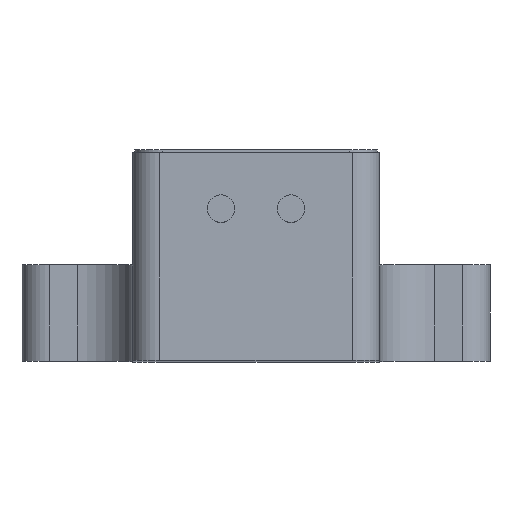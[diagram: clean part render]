
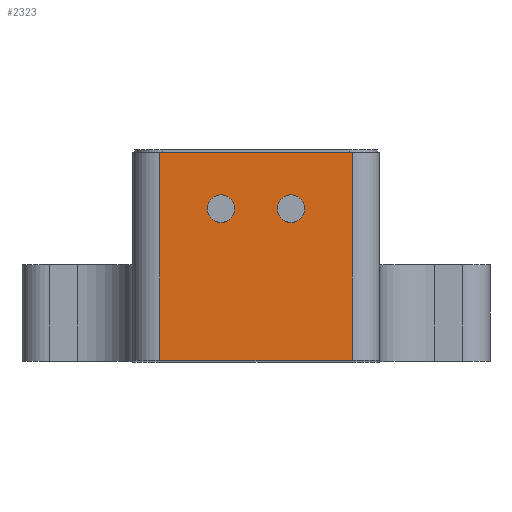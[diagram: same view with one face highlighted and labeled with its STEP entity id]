
A CAD part, top view. The second image highlights one B-rep face of the part: STEP entity #2323.
In plain terms, the highlighted planar face has unit normal (0, 0, 1).
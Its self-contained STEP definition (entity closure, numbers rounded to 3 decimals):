
#147 = ORIENTED_EDGE ( 'NONE', *, *, #3515, .T. ) ;
#283 = VECTOR ( 'NONE', #1868, 1000. ) ;
#464 = AXIS2_PLACEMENT_3D ( 'NONE', #1947, #1081, #677 ) ;
#666 = EDGE_CURVE ( 'NONE', #3080, #1184, #2895, .T. ) ;
#677 = DIRECTION ( 'NONE',  ( -1., 0., 0. ) ) ;
#716 = DIRECTION ( 'NONE',  ( -1., 0., 0. ) ) ;
#764 = DIRECTION ( 'NONE',  ( -1., 0., 0. ) ) ;
#867 = VERTEX_POINT ( 'NONE', #3373 ) ;
#876 = DIRECTION ( 'NONE',  ( 0., -1., 0. ) ) ;
#900 = ORIENTED_EDGE ( 'NONE', *, *, #666, .T. ) ;
#940 = CARTESIAN_POINT ( 'NONE',  ( 1.77, 3., 20. ) ) ;
#944 = PLANE ( 'NONE',  #3088 ) ;
#1069 = CARTESIAN_POINT ( 'NONE',  ( -3.5, -2.5, 20. ) ) ;
#1079 = DIRECTION ( 'NONE',  ( 0., 0., -1. ) ) ;
#1081 = DIRECTION ( 'NONE',  ( 0., 0., -1. ) ) ;
#1118 = CARTESIAN_POINT ( 'NONE',  ( -3.5, 5.05, 20. ) ) ;
#1184 = VERTEX_POINT ( 'NONE', #4029 ) ;
#1199 = CIRCLE ( 'NONE', #464, 0.5 ) ;
#1317 = FACE_BOUND ( 'NONE', #5049, .T. ) ;
#1328 = VECTOR ( 'NONE', #5039, 1000. ) ;
#1421 = AXIS2_PLACEMENT_3D ( 'NONE', #3622, #1079, #716 ) ;
#1453 = LINE ( 'NONE', #3273, #1328 ) ;
#1540 = EDGE_CURVE ( 'NONE', #1184, #3080, #2809, .T. ) ;
#1544 = DIRECTION ( 'NONE',  ( 0., 0., -1. ) ) ;
#1703 = DIRECTION ( 'NONE',  ( 0., 0., -1. ) ) ;
#1730 = EDGE_CURVE ( 'NONE', #3610, #4216, #2980, .T. ) ;
#1773 = ORIENTED_EDGE ( 'NONE', *, *, #4010, .T. ) ;
#1820 = CARTESIAN_POINT ( 'NONE',  ( 3.5, 5.05, 20. ) ) ;
#1837 = CARTESIAN_POINT ( 'NONE',  ( -4.5, 5.05, 20. ) ) ;
#1841 = ORIENTED_EDGE ( 'NONE', *, *, #3904, .T. ) ;
#1868 = DIRECTION ( 'NONE',  ( -1., 0., 0. ) ) ;
#1904 = CARTESIAN_POINT ( 'NONE',  ( 4.5, -2.5, 20. ) ) ;
#1947 = CARTESIAN_POINT ( 'NONE',  ( 1.27, 3., 20. ) ) ;
#2154 = EDGE_LOOP ( 'NONE', ( #3898, #1841, #3411, #1773 ) ) ;
#2323 = ADVANCED_FACE ( 'NONE', ( #1317, #3509, #4700 ), #944, .F. ) ;
#2441 = CIRCLE ( 'NONE', #5580, 0.5 ) ;
#2451 = CARTESIAN_POINT ( 'NONE',  ( 0.77, 3., 20. ) ) ;
#2713 = DIRECTION ( 'NONE',  ( -1., 0., 0. ) ) ;
#2809 = CIRCLE ( 'NONE', #1421, 0.5 ) ;
#2895 = CIRCLE ( 'NONE', #4532, 0.5 ) ;
#2980 = LINE ( 'NONE', #5502, #5131 ) ;
#3080 = VERTEX_POINT ( 'NONE', #5071 ) ;
#3088 = AXIS2_PLACEMENT_3D ( 'NONE', #1837, #4448, #2713 ) ;
#3273 = CARTESIAN_POINT ( 'NONE',  ( 3.5, 5.05, 20. ) ) ;
#3327 = CARTESIAN_POINT ( 'NONE',  ( -1.27, 3., 20. ) ) ;
#3373 = CARTESIAN_POINT ( 'NONE',  ( 3.5, -2.5, 20. ) ) ;
#3411 = ORIENTED_EDGE ( 'NONE', *, *, #1730, .F. ) ;
#3414 = DIRECTION ( 'NONE',  ( 1., 0., 0. ) ) ;
#3509 = FACE_BOUND ( 'NONE', #4912, .T. ) ;
#3515 = EDGE_CURVE ( 'NONE', #5334, #4441, #1199, .T. ) ;
#3610 = VERTEX_POINT ( 'NONE', #1118 ) ;
#3622 = CARTESIAN_POINT ( 'NONE',  ( -1.27, 3., 20. ) ) ;
#3637 = ORIENTED_EDGE ( 'NONE', *, *, #1540, .T. ) ;
#3824 = VERTEX_POINT ( 'NONE', #1069 ) ;
#3856 = VECTOR ( 'NONE', #876, 1000. ) ;
#3863 = CARTESIAN_POINT ( 'NONE',  ( 1.27, 3., 20. ) ) ;
#3898 = ORIENTED_EDGE ( 'NONE', *, *, #5426, .F. ) ;
#3904 = EDGE_CURVE ( 'NONE', #867, #4216, #1453, .T. ) ;
#4010 = EDGE_CURVE ( 'NONE', #3610, #3824, #4993, .T. ) ;
#4029 = CARTESIAN_POINT ( 'NONE',  ( -0.77, 3., 20. ) ) ;
#4216 = VERTEX_POINT ( 'NONE', #1820 ) ;
#4306 = DIRECTION ( 'NONE',  ( -1., 0., 0. ) ) ;
#4441 = VERTEX_POINT ( 'NONE', #940 ) ;
#4448 = DIRECTION ( 'NONE',  ( 0., 0., -1. ) ) ;
#4532 = AXIS2_PLACEMENT_3D ( 'NONE', #3327, #1544, #764 ) ;
#4700 = FACE_OUTER_BOUND ( 'NONE', #2154, .T. ) ;
#4706 = CARTESIAN_POINT ( 'NONE',  ( -3.5, 5.05, 20. ) ) ;
#4912 = EDGE_LOOP ( 'NONE', ( #5378, #147 ) ) ;
#4916 = LINE ( 'NONE', #1904, #283 ) ;
#4993 = LINE ( 'NONE', #4706, #3856 ) ;
#5039 = DIRECTION ( 'NONE',  ( 0., 1., 0. ) ) ;
#5049 = EDGE_LOOP ( 'NONE', ( #3637, #900 ) ) ;
#5071 = CARTESIAN_POINT ( 'NONE',  ( -1.77, 3., 20. ) ) ;
#5131 = VECTOR ( 'NONE', #3414, 1000. ) ;
#5334 = VERTEX_POINT ( 'NONE', #2451 ) ;
#5378 = ORIENTED_EDGE ( 'NONE', *, *, #5443, .T. ) ;
#5426 = EDGE_CURVE ( 'NONE', #867, #3824, #4916, .T. ) ;
#5443 = EDGE_CURVE ( 'NONE', #4441, #5334, #2441, .T. ) ;
#5502 = CARTESIAN_POINT ( 'NONE',  ( -4.5, 5.05, 20. ) ) ;
#5580 = AXIS2_PLACEMENT_3D ( 'NONE', #3863, #1703, #4306 ) ;
